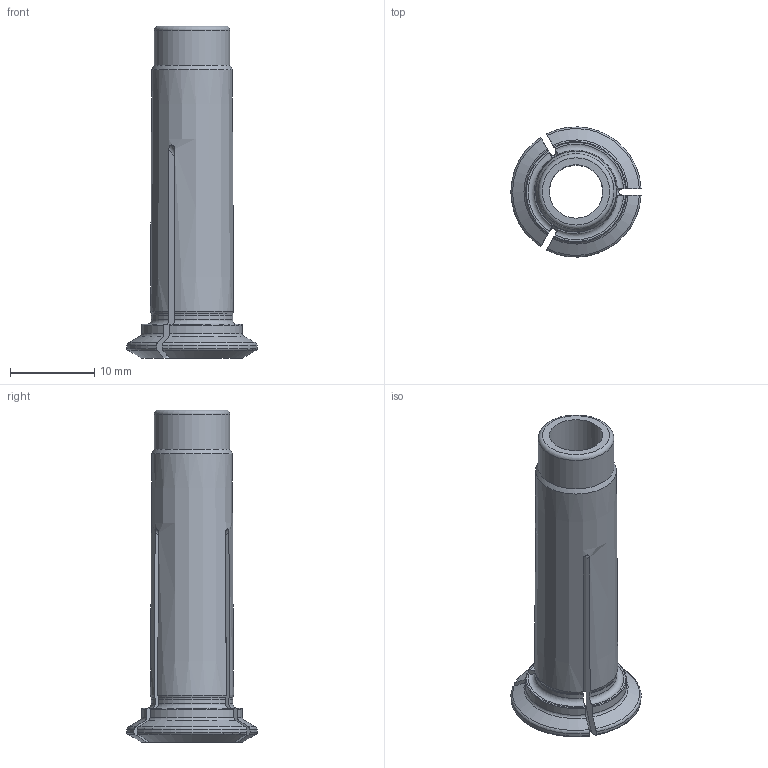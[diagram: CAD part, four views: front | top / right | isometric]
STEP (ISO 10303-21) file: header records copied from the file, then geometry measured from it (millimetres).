
FILE_DESCRIPTION(/* description */ (''),/* implementation_level */ '2;1');
FILE_NAME(/* name */ '171006351.stp',/* time_stamp */ '2021-01-08T12:10:12',/* author */ ('LRA'),/* organization */ ('REGO-FIX'),/* preprocessor_version */ ' Unknown',/* originating_system */ 'SIEMENS PLM Software Solid Edge ST10',/* authorization */ 'Unknown');
FILE_SCHEMA (('AUTOMOTIVE_DESIGN { 1 0 10303 214 2 1 1}'));
Length unit declared in the file: millimetre
Products named in the file (1): NOCUT
Bounding box: 15.49 x 15.49 x 39.5 mm (x, y, z)
Surface area: 2435.1 mm2 (no closed solid volume)
Topology: 0 solids, 1 shells, 58 faces, 178 edges, 118 vertices
Faces by surface type: torus 19, cylinder 17, cone 11, plane 11
Full cylindrical faces by diameter (mm): 6.35 x1, 9 x1
Entity records: 2081 total; most frequent: CARTESIAN_POINT 494, ORIENTED_EDGE 336, DIRECTION 322, EDGE_CURVE 168, AXIS2_PLACEMENT_3D 131, VERTEX_POINT 114, EDGE_LOOP 68, FACE_BOUND 68
